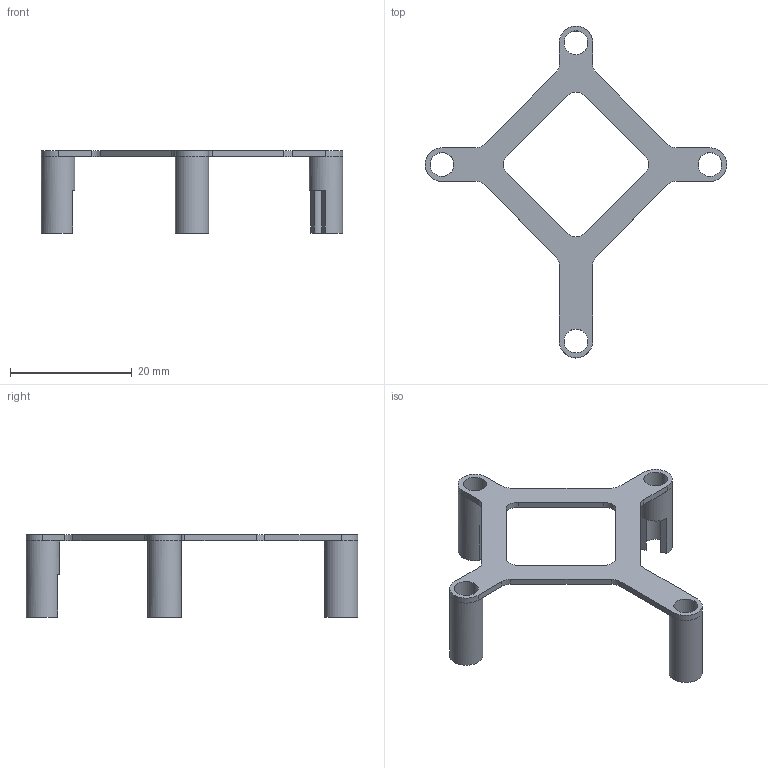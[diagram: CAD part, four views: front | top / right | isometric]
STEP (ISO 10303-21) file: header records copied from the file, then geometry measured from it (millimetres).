
FILE_DESCRIPTION(('STEP AP242'), '1');
FILE_NAME('adapter_cap', '2022-02-02T04:57:11', ('ancher'), (''), 'C3D Converter', 'C3D Toolkit', '');
FILE_SCHEMA(('AP242_MANAGED_MODEL_BASED_3D_ENGINEERING_MIM_LF { 1 0 10303 442 1 1 4 }'));
Length unit declared in the file: millimetre
Assembly tree (2 placements, depth 2):
  (unnamed)
    (unnamed)
    (unnamed)
Bounding box: 49.5 x 54.5 x 13.5 mm (x, y, z)
Volume: 1012.7 mm3; surface area: 2615.1 mm2
Topology: 1 solids, 1 shells, 56 faces, 215 edges, 201 vertices
Faces by surface type: plane 32, cylinder 24
Full cylindrical faces by diameter (mm): 3.9 x4, 5.5 x4
Entity records: 2950 total; most frequent: DIRECTION 396, CARTESIAN_POINT 395, ORIENTED_EDGE 302, AXIS2_PLACEMENT_3D 154, EDGE_CURVE 151, COLOUR_RGB 116, PRESENTATION_STYLE_ASSIGNMENT 116, STYLED_ITEM 116
